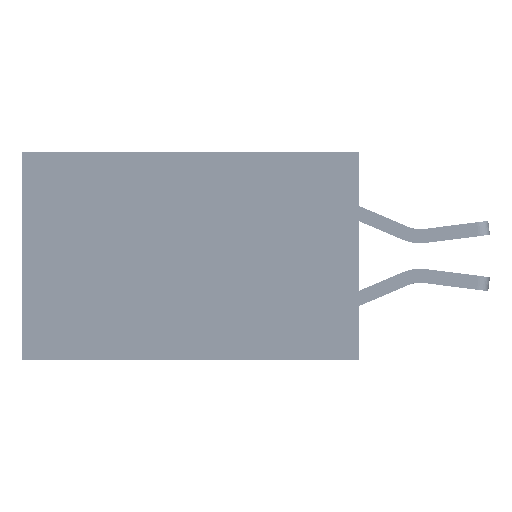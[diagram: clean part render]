
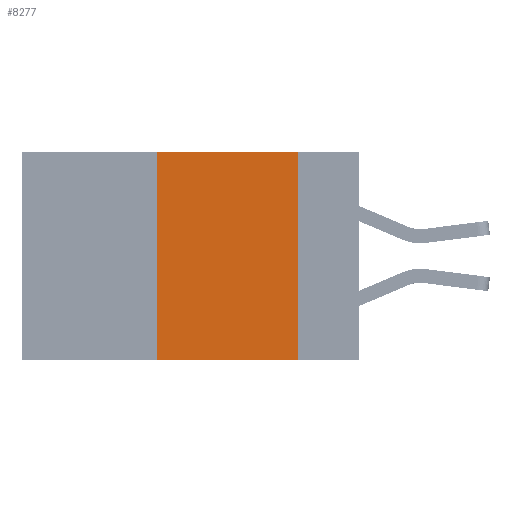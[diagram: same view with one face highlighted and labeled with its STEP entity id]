
A CAD part, left-side view. The second image highlights one B-rep face of the part: STEP entity #8277.
In plain terms, the highlighted planar face has unit normal (-1, 0, 0).
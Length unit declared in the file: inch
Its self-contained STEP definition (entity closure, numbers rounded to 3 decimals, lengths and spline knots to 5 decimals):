
#231 = EDGE_LOOP ( 'NONE', ( #27093, #20498, #25337, #30153 ) ) ;
#2555 = CARTESIAN_POINT ( 'NONE',  ( 0., 0.11, 0. ) ) ;
#3357 = DIRECTION ( 'NONE',  ( 0., -1., 0. ) ) ;
#4452 = FACE_OUTER_BOUND ( 'NONE', #231, .T. ) ;
#4665 = VECTOR ( 'NONE', #14228, 39.37008 ) ;
#6425 = EDGE_CURVE ( 'NONE', #18622, #7772, #12355, .T. ) ;
#6609 = CARTESIAN_POINT ( 'NONE',  ( 0., 0.6, -0.37 ) ) ;
#6852 = CARTESIAN_POINT ( 'NONE',  ( 0., 0.36, 0. ) ) ;
#7772 = VERTEX_POINT ( 'NONE', #34570 ) ;
#8277 = ADVANCED_FACE ( 'NONE', ( #4452 ), #25114, .F. ) ;
#8821 = VECTOR ( 'NONE', #20240, 39.37008 ) ;
#10578 = VERTEX_POINT ( 'NONE', #6852 ) ;
#12355 = LINE ( 'NONE', #6609, #21508 ) ;
#12668 = CARTESIAN_POINT ( 'NONE',  ( 0., 0.6, 0. ) ) ;
#12854 = DIRECTION ( 'NONE',  ( 1., 0., 0. ) ) ;
#13804 = CARTESIAN_POINT ( 'NONE',  ( 0., 0.11, 0. ) ) ;
#14228 = DIRECTION ( 'NONE',  ( 0., 0., -1. ) ) ;
#14655 = CARTESIAN_POINT ( 'NONE',  ( 0., 0.6, 0. ) ) ;
#18397 = VERTEX_POINT ( 'NONE', #13804 ) ;
#18622 = VERTEX_POINT ( 'NONE', #35186 ) ;
#19305 = AXIS2_PLACEMENT_3D ( 'NONE', #12668, #12854, #21887 ) ;
#20240 = DIRECTION ( 'NONE',  ( 0., -1., 0. ) ) ;
#20498 = ORIENTED_EDGE ( 'NONE', *, *, #23055, .F. ) ;
#20810 = DIRECTION ( 'NONE',  ( 0., 0., 1. ) ) ;
#21508 = VECTOR ( 'NONE', #3357, 39.37008 ) ;
#21887 = DIRECTION ( 'NONE',  ( 0., 0., -1. ) ) ;
#23055 = EDGE_CURVE ( 'NONE', #10578, #18397, #23107, .T. ) ;
#23107 = LINE ( 'NONE', #14655, #8821 ) ;
#23684 = LINE ( 'NONE', #35299, #33023 ) ;
#25114 = PLANE ( 'NONE',  #19305 ) ;
#25337 = ORIENTED_EDGE ( 'NONE', *, *, #32100, .F. ) ;
#26693 = EDGE_CURVE ( 'NONE', #18397, #7772, #36962, .T. ) ;
#27093 = ORIENTED_EDGE ( 'NONE', *, *, #26693, .F. ) ;
#30153 = ORIENTED_EDGE ( 'NONE', *, *, #6425, .T. ) ;
#32100 = EDGE_CURVE ( 'NONE', #18622, #10578, #23684, .T. ) ;
#33023 = VECTOR ( 'NONE', #20810, 39.37008 ) ;
#34570 = CARTESIAN_POINT ( 'NONE',  ( 0., 0.11, -0.37 ) ) ;
#35186 = CARTESIAN_POINT ( 'NONE',  ( 0., 0.36, -0.37 ) ) ;
#35299 = CARTESIAN_POINT ( 'NONE',  ( 0., 0.36, 0. ) ) ;
#36962 = LINE ( 'NONE', #2555, #4665 ) ;
